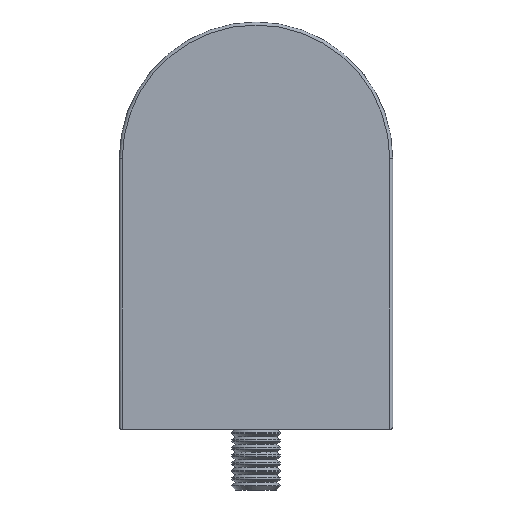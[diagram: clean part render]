
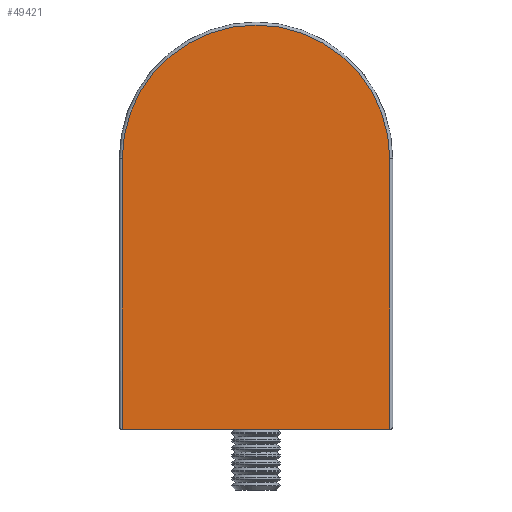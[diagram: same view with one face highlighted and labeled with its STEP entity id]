
A CAD part, left-side view. The second image highlights one B-rep face of the part: STEP entity #49421.
In plain terms, the highlighted planar face has unit normal (-1, 0, 0).
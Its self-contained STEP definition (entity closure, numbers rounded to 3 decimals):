
#611 = DIRECTION ( 'NONE',  ( 0., 0., -1. ) ) ;
#1046 = ORIENTED_EDGE ( 'NONE', *, *, #18731, .T. ) ;
#7908 = VERTEX_POINT ( 'NONE', #76076 ) ;
#8855 = VERTEX_POINT ( 'NONE', #33927 ) ;
#9199 = LINE ( 'NONE', #16690, #41023 ) ;
#12308 = LINE ( 'NONE', #44440, #17265 ) ;
#14675 = AXIS2_PLACEMENT_3D ( 'NONE', #70264, #38603, #611 ) ;
#15174 = CARTESIAN_POINT ( 'NONE',  ( 0., -22.5, -3.996 ) ) ;
#16690 = CARTESIAN_POINT ( 'NONE',  ( 0., 22., 40.5 ) ) ;
#17265 = VECTOR ( 'NONE', #50815, 1000. ) ;
#17959 = EDGE_CURVE ( 'NONE', #8855, #7908, #9199, .T. ) ;
#18731 = EDGE_CURVE ( 'NONE', #54544, #8855, #40938, .T. ) ;
#19170 = EDGE_CURVE ( 'NONE', #7908, #79116, #66308, .T. ) ;
#19182 = FACE_OUTER_BOUND ( 'NONE', #81058, .T. ) ;
#25824 = PLANE ( 'NONE',  #14675 ) ;
#26513 = AXIS2_PLACEMENT_3D ( 'NONE', #45974, #45712, #64324 ) ;
#27076 = ORIENTED_EDGE ( 'NONE', *, *, #60924, .T. ) ;
#33788 = ORIENTED_EDGE ( 'NONE', *, *, #17959, .T. ) ;
#33927 = CARTESIAN_POINT ( 'NONE',  ( 0., 22., 40.5 ) ) ;
#35562 = ORIENTED_EDGE ( 'NONE', *, *, #19170, .T. ) ;
#38603 = DIRECTION ( 'NONE',  ( 1., 0., 0. ) ) ;
#40938 = CIRCLE ( 'NONE', #26513, 22. ) ;
#41023 = VECTOR ( 'NONE', #41904, 1000. ) ;
#41904 = DIRECTION ( 'NONE',  ( 0., 0., -1. ) ) ;
#44440 = CARTESIAN_POINT ( 'NONE',  ( 0., -22., 40.5 ) ) ;
#45712 = DIRECTION ( 'NONE',  ( -1., 0., 0. ) ) ;
#45974 = CARTESIAN_POINT ( 'NONE',  ( 0., 0., 40.5 ) ) ;
#47245 = CARTESIAN_POINT ( 'NONE',  ( 0., -22., 40.5 ) ) ;
#49421 = ADVANCED_FACE ( 'NONE', ( #19182 ), #25824, .F. ) ;
#50815 = DIRECTION ( 'NONE',  ( 0., 0., 1. ) ) ;
#51797 = CARTESIAN_POINT ( 'NONE',  ( 0., -22., -3.996 ) ) ;
#54544 = VERTEX_POINT ( 'NONE', #47245 ) ;
#60213 = DIRECTION ( 'NONE',  ( 0., -1., 0. ) ) ;
#60924 = EDGE_CURVE ( 'NONE', #79116, #54544, #12308, .T. ) ;
#64324 = DIRECTION ( 'NONE',  ( 0., 0., -1. ) ) ;
#66308 = LINE ( 'NONE', #15174, #69268 ) ;
#69268 = VECTOR ( 'NONE', #60213, 1000. ) ;
#70264 = CARTESIAN_POINT ( 'NONE',  ( 0., 0., 40.5 ) ) ;
#76076 = CARTESIAN_POINT ( 'NONE',  ( 0., 22., -3.996 ) ) ;
#79116 = VERTEX_POINT ( 'NONE', #51797 ) ;
#81058 = EDGE_LOOP ( 'NONE', ( #35562, #27076, #1046, #33788 ) ) ;
